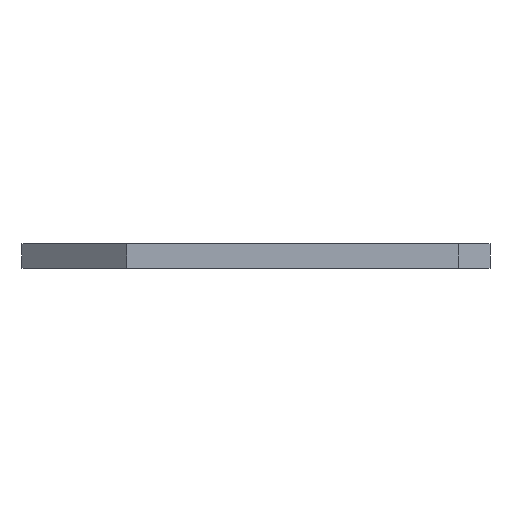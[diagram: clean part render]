
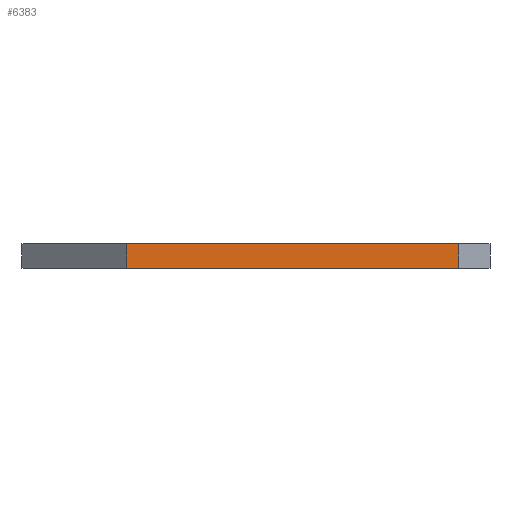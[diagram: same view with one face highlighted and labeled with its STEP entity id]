
A CAD part, left-side view. The second image highlights one B-rep face of the part: STEP entity #6383.
In plain terms, the highlighted planar face has unit normal (-1, 0, 0).
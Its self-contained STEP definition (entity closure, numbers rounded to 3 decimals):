
#83 = PLANE('',#84);
#84 = AXIS2_PLACEMENT_3D('',#85,#86,#87);
#85 = CARTESIAN_POINT('',(80.764,-34.551,1.58));
#86 = DIRECTION('',(-0.,-0.,-1.));
#87 = DIRECTION('',(-1.,0.,0.));
#137 = PLANE('',#138);
#138 = AXIS2_PLACEMENT_3D('',#139,#140,#141);
#139 = CARTESIAN_POINT('',(80.764,-34.551,0.));
#140 = DIRECTION('',(-0.,-0.,-1.));
#141 = DIRECTION('',(-1.,0.,0.));
#386 = VERTEX_POINT('',#387);
#387 = CARTESIAN_POINT('',(64.375,-48.13,0.));
#401 = PLANE('',#402);
#402 = AXIS2_PLACEMENT_3D('',#403,#404,#405);
#403 = CARTESIAN_POINT('',(66.375,-50.13,0.));
#404 = DIRECTION('',(-0.707,-0.707,0.));
#405 = DIRECTION('',(-0.707,0.707,0.));
#413 = EDGE_CURVE('',#386,#414,#416,.T.);
#414 = VERTEX_POINT('',#415);
#415 = CARTESIAN_POINT('',(64.375,-26.83,0.));
#416 = SURFACE_CURVE('',#417,(#421,#428),.PCURVE_S1.);
#417 = LINE('',#418,#419);
#418 = CARTESIAN_POINT('',(64.375,-48.13,0.));
#419 = VECTOR('',#420,1.);
#420 = DIRECTION('',(0.,1.,0.));
#421 = PCURVE('',#137,#422);
#422 = DEFINITIONAL_REPRESENTATION('',(#423),#427);
#423 = LINE('',#424,#425);
#424 = CARTESIAN_POINT('',(16.389,-13.579));
#425 = VECTOR('',#426,1.);
#426 = DIRECTION('',(0.,1.));
#427 = ( GEOMETRIC_REPRESENTATION_CONTEXT(2) 
PARAMETRIC_REPRESENTATION_CONTEXT() REPRESENTATION_CONTEXT('2D SPACE',''
  ) );
#428 = PCURVE('',#429,#434);
#429 = PLANE('',#430);
#430 = AXIS2_PLACEMENT_3D('',#431,#432,#433);
#431 = CARTESIAN_POINT('',(64.375,-48.13,0.));
#432 = DIRECTION('',(-1.,0.,0.));
#433 = DIRECTION('',(0.,1.,0.));
#434 = DEFINITIONAL_REPRESENTATION('',(#435),#439);
#435 = LINE('',#436,#437);
#436 = CARTESIAN_POINT('',(0.,0.));
#437 = VECTOR('',#438,1.);
#438 = DIRECTION('',(1.,0.));
#439 = ( GEOMETRIC_REPRESENTATION_CONTEXT(2) 
PARAMETRIC_REPRESENTATION_CONTEXT() REPRESENTATION_CONTEXT('2D SPACE',''
  ) );
#457 = PLANE('',#458);
#458 = AXIS2_PLACEMENT_3D('',#459,#460,#461);
#459 = CARTESIAN_POINT('',(64.375,-26.83,0.));
#460 = DIRECTION('',(-0.745,0.667,0.));
#461 = DIRECTION('',(0.667,0.745,0.));
#3636 = VERTEX_POINT('',#3637);
#3637 = CARTESIAN_POINT('',(64.375,-48.13,1.58));
#3658 = EDGE_CURVE('',#3636,#3659,#3661,.T.);
#3659 = VERTEX_POINT('',#3660);
#3660 = CARTESIAN_POINT('',(64.375,-26.83,1.58));
#3661 = SURFACE_CURVE('',#3662,(#3666,#3673),.PCURVE_S1.);
#3662 = LINE('',#3663,#3664);
#3663 = CARTESIAN_POINT('',(64.375,-48.13,1.58));
#3664 = VECTOR('',#3665,1.);
#3665 = DIRECTION('',(0.,1.,0.));
#3666 = PCURVE('',#83,#3667);
#3667 = DEFINITIONAL_REPRESENTATION('',(#3668),#3672);
#3668 = LINE('',#3669,#3670);
#3669 = CARTESIAN_POINT('',(16.389,-13.579));
#3670 = VECTOR('',#3671,1.);
#3671 = DIRECTION('',(0.,1.));
#3672 = ( GEOMETRIC_REPRESENTATION_CONTEXT(2) 
PARAMETRIC_REPRESENTATION_CONTEXT() REPRESENTATION_CONTEXT('2D SPACE',''
  ) );
#3673 = PCURVE('',#429,#3674);
#3674 = DEFINITIONAL_REPRESENTATION('',(#3675),#3679);
#3675 = LINE('',#3676,#3677);
#3676 = CARTESIAN_POINT('',(0.,-1.58));
#3677 = VECTOR('',#3678,1.);
#3678 = DIRECTION('',(1.,0.));
#3679 = ( GEOMETRIC_REPRESENTATION_CONTEXT(2) 
PARAMETRIC_REPRESENTATION_CONTEXT() REPRESENTATION_CONTEXT('2D SPACE',''
  ) );
#6333 = EDGE_CURVE('',#414,#3659,#6334,.T.);
#6334 = SURFACE_CURVE('',#6335,(#6339,#6346),.PCURVE_S1.);
#6335 = LINE('',#6336,#6337);
#6336 = CARTESIAN_POINT('',(64.375,-26.83,0.));
#6337 = VECTOR('',#6338,1.);
#6338 = DIRECTION('',(0.,0.,1.));
#6339 = PCURVE('',#457,#6340);
#6340 = DEFINITIONAL_REPRESENTATION('',(#6341),#6345);
#6341 = LINE('',#6342,#6343);
#6342 = CARTESIAN_POINT('',(0.,0.));
#6343 = VECTOR('',#6344,1.);
#6344 = DIRECTION('',(0.,-1.));
#6345 = ( GEOMETRIC_REPRESENTATION_CONTEXT(2) 
PARAMETRIC_REPRESENTATION_CONTEXT() REPRESENTATION_CONTEXT('2D SPACE',''
  ) );
#6346 = PCURVE('',#429,#6347);
#6347 = DEFINITIONAL_REPRESENTATION('',(#6348),#6352);
#6348 = LINE('',#6349,#6350);
#6349 = CARTESIAN_POINT('',(21.3,0.));
#6350 = VECTOR('',#6351,1.);
#6351 = DIRECTION('',(0.,-1.));
#6352 = ( GEOMETRIC_REPRESENTATION_CONTEXT(2) 
PARAMETRIC_REPRESENTATION_CONTEXT() REPRESENTATION_CONTEXT('2D SPACE',''
  ) );
#6383 = ADVANCED_FACE('',(#6384),#429,.T.);
#6384 = FACE_BOUND('',#6385,.T.);
#6385 = EDGE_LOOP('',(#6386,#6407,#6408,#6409));
#6386 = ORIENTED_EDGE('',*,*,#6387,.T.);
#6387 = EDGE_CURVE('',#386,#3636,#6388,.T.);
#6388 = SURFACE_CURVE('',#6389,(#6393,#6400),.PCURVE_S1.);
#6389 = LINE('',#6390,#6391);
#6390 = CARTESIAN_POINT('',(64.375,-48.13,0.));
#6391 = VECTOR('',#6392,1.);
#6392 = DIRECTION('',(0.,0.,1.));
#6393 = PCURVE('',#429,#6394);
#6394 = DEFINITIONAL_REPRESENTATION('',(#6395),#6399);
#6395 = LINE('',#6396,#6397);
#6396 = CARTESIAN_POINT('',(0.,0.));
#6397 = VECTOR('',#6398,1.);
#6398 = DIRECTION('',(0.,-1.));
#6399 = ( GEOMETRIC_REPRESENTATION_CONTEXT(2) 
PARAMETRIC_REPRESENTATION_CONTEXT() REPRESENTATION_CONTEXT('2D SPACE',''
  ) );
#6400 = PCURVE('',#401,#6401);
#6401 = DEFINITIONAL_REPRESENTATION('',(#6402),#6406);
#6402 = LINE('',#6403,#6404);
#6403 = CARTESIAN_POINT('',(2.828,0.));
#6404 = VECTOR('',#6405,1.);
#6405 = DIRECTION('',(0.,-1.));
#6406 = ( GEOMETRIC_REPRESENTATION_CONTEXT(2) 
PARAMETRIC_REPRESENTATION_CONTEXT() REPRESENTATION_CONTEXT('2D SPACE',''
  ) );
#6407 = ORIENTED_EDGE('',*,*,#3658,.T.);
#6408 = ORIENTED_EDGE('',*,*,#6333,.F.);
#6409 = ORIENTED_EDGE('',*,*,#413,.F.);
